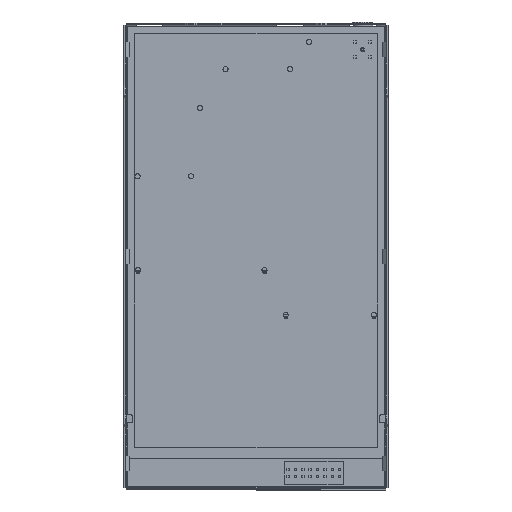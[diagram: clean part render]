
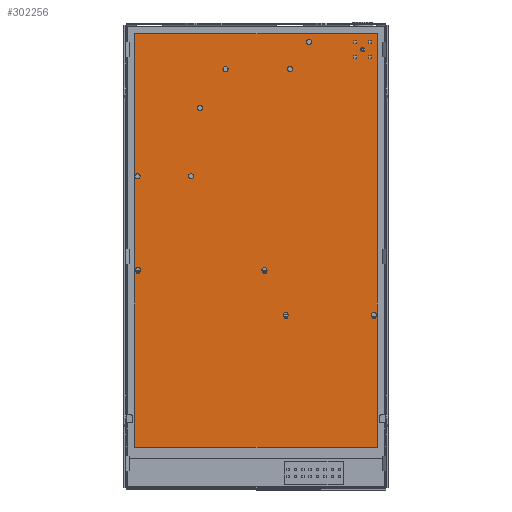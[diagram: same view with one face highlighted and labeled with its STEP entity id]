
A CAD part, front view. The second image highlights one B-rep face of the part: STEP entity #302256.
In plain terms, the highlighted planar face has unit normal (0, -1, 0).
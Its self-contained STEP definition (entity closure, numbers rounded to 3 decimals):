
#4050 = EDGE_CURVE ( 'NONE', #247406, #247406, #78888, .T. ) ;
#4053 = EDGE_CURVE ( 'NONE', #247412, #247412, #78874, .T. ) ;
#4073 = EDGE_CURVE ( 'NONE', #247413, #247413, #79142, .T. ) ;
#4086 = EDGE_CURVE ( 'NONE', #247414, #247414, #79279, .T. ) ;
#4090 = EDGE_CURVE ( 'NONE', #95803, #96478, #79323, .T. ) ;
#4093 = EDGE_CURVE ( 'NONE', #96295, #99015, #79320, .T. ) ;
#4105 = EDGE_CURVE ( 'NONE', #96478, #96295, #79474, .T. ) ;
#4111 = EDGE_CURVE ( 'NONE', #247415, #247415, #79518, .T. ) ;
#4125 = EDGE_CURVE ( 'NONE', #247416, #247416, #91745, .T. ) ;
#4155 = EDGE_CURVE ( 'NONE', #247418, #247418, #92051, .T. ) ;
#4165 = EDGE_CURVE ( 'NONE', #247419, #247419, #92155, .T. ) ;
#4175 = EDGE_CURVE ( 'NONE', #247421, #247421, #92252, .T. ) ;
#4209 = EDGE_CURVE ( 'NONE', #247423, #247423, #92616, .T. ) ;
#5166 = EDGE_CURVE ( 'NONE', #99015, #95803, #94833, .T. ) ;
#28224 = ORIENTED_EDGE ( 'NONE', *, *, #4093, .F. ) ;
#28253 = ORIENTED_EDGE ( 'NONE', *, *, #5166, .F. ) ;
#28306 = ORIENTED_EDGE ( 'NONE', *, *, #4090, .F. ) ;
#28337 = ORIENTED_EDGE ( 'NONE', *, *, #4105, .F. ) ;
#28365 = ORIENTED_EDGE ( 'NONE', *, *, #4111, .F. ) ;
#28397 = ORIENTED_EDGE ( 'NONE', *, *, #4050, .F. ) ;
#28436 = ORIENTED_EDGE ( 'NONE', *, *, #4175, .F. ) ;
#28466 = ORIENTED_EDGE ( 'NONE', *, *, #4125, .F. ) ;
#28517 = ORIENTED_EDGE ( 'NONE', *, *, #4155, .F. ) ;
#28538 = ORIENTED_EDGE ( 'NONE', *, *, #4053, .F. ) ;
#28581 = ORIENTED_EDGE ( 'NONE', *, *, #4086, .F. ) ;
#28611 = ORIENTED_EDGE ( 'NONE', *, *, #4209, .F. ) ;
#28649 = ORIENTED_EDGE ( 'NONE', *, *, #4073, .F. ) ;
#28687 = ORIENTED_EDGE ( 'NONE', *, *, #4165, .F. ) ;
#48890 = CARTESIAN_POINT ( 'NONE',  ( 0., -1.041, -32.956 ) ) ;
#48904 = DIRECTION ( 'NONE',  ( -1., 0., 0. ) ) ;
#52414 = CARTESIAN_POINT ( 'NONE',  ( -11.24, -1.041, 13.462 ) ) ;
#52419 = CARTESIAN_POINT ( 'NONE',  ( 1.46, -1.041, -2.794 ) ) ;
#52427 = CARTESIAN_POINT ( 'NONE',  ( 5.906, -1.041, 32.004 ) ) ;
#52430 = CARTESIAN_POINT ( 'NONE',  ( -9.716, -1.041, 25.273 ) ) ;
#52432 = CARTESIAN_POINT ( 'NONE',  ( -20.383, -1.041, -2.794 ) ) ;
#52434 = CARTESIAN_POINT ( 'NONE',  ( 20.383, -1.041, -10.541 ) ) ;
#52440 = CARTESIAN_POINT ( 'NONE',  ( -20.51, -1.041, 13.462 ) ) ;
#52443 = CARTESIAN_POINT ( 'NONE',  ( 9.207, -1.041, 36.703 ) ) ;
#52448 = CARTESIAN_POINT ( 'NONE',  ( 5.144, -1.041, -10.541 ) ) ;
#52453 = CARTESIAN_POINT ( 'NONE',  ( -5.27, -1.041, 32.004 ) ) ;
#76462 = CARTESIAN_POINT ( 'NONE',  ( 1.46, -1.041, -2.349 ) ) ;
#76464 = DIRECTION ( 'NONE',  ( 0., -1., 0. ) ) ;
#76466 = DIRECTION ( 'NONE',  ( 0., 0., -1. ) ) ;
#76471 = CARTESIAN_POINT ( 'NONE',  ( -11.24, -1.041, 13.906 ) ) ;
#76472 = DIRECTION ( 'NONE',  ( 0., -1., 0. ) ) ;
#76475 = DIRECTION ( 'NONE',  ( 0., 0., -1. ) ) ;
#76849 = CARTESIAN_POINT ( 'NONE',  ( 5.906, -1.041, 32.448 ) ) ;
#76851 = DIRECTION ( 'NONE',  ( 0., -1., 0. ) ) ;
#76853 = DIRECTION ( 'NONE',  ( 0., 0., -1. ) ) ;
#78874 = CIRCLE ( 'NONE', #93085, 0.445 ) ;
#78888 = CIRCLE ( 'NONE', #93074, 0.445 ) ;
#79142 = CIRCLE ( 'NONE', #93182, 0.445 ) ;
#79270 = VECTOR ( 'NONE', #139051, 1000. ) ;
#79279 = CIRCLE ( 'NONE', #93255, 0.445 ) ;
#79320 = LINE ( 'NONE', #139035, #79331 ) ;
#79323 = LINE ( 'NONE', #139050, #79270 ) ;
#79331 = VECTOR ( 'NONE', #139053, 1000. ) ;
#79467 = VECTOR ( 'NONE', #139179, 1000. ) ;
#79474 = LINE ( 'NONE', #139178, #79467 ) ;
#79518 = CIRCLE ( 'NONE', #93378, 0.445 ) ;
#91745 = CIRCLE ( 'NONE', #93433, 0.445 ) ;
#91946 = EDGE_LOOP ( 'NONE', ( #28581 ) ) ;
#92017 = EDGE_LOOP ( 'NONE', ( #28687 ) ) ;
#92051 = CIRCLE ( 'NONE', #93553, 0.445 ) ;
#92155 = CIRCLE ( 'NONE', #93611, 0.445 ) ;
#92252 = CIRCLE ( 'NONE', #93672, 0.445 ) ;
#92571 = EDGE_LOOP ( 'NONE', ( #28538 ) ) ;
#92616 = CIRCLE ( 'NONE', #93860, 0.445 ) ;
#92763 = EDGE_LOOP ( 'NONE', ( #28611 ) ) ;
#93074 = AXIS2_PLACEMENT_3D ( 'NONE', #76462, #76464, #76466 ) ;
#93085 = AXIS2_PLACEMENT_3D ( 'NONE', #76471, #76472, #76475 ) ;
#93182 = AXIS2_PLACEMENT_3D ( 'NONE', #76849, #76851, #76853 ) ;
#93255 = AXIS2_PLACEMENT_3D ( 'NONE', #139036, #139037, #139038 ) ;
#93378 = AXIS2_PLACEMENT_3D ( 'NONE', #139209, #139210, #139211 ) ;
#93391 = EDGE_LOOP ( 'NONE', ( #28517 ) ) ;
#93433 = AXIS2_PLACEMENT_3D ( 'NONE', #139304, #139305, #139306 ) ;
#93553 = AXIS2_PLACEMENT_3D ( 'NONE', #139610, #139612, #139614 ) ;
#93611 = AXIS2_PLACEMENT_3D ( 'NONE', #139680, #139682, #139684 ) ;
#93672 = AXIS2_PLACEMENT_3D ( 'NONE', #139749, #139751, #139753 ) ;
#93860 = AXIS2_PLACEMENT_3D ( 'NONE', #140085, #140087, #140090 ) ;
#93927 = EDGE_LOOP ( 'NONE', ( #28649 ) ) ;
#94833 = LINE ( 'NONE', #48890, #94849 ) ;
#94849 = VECTOR ( 'NONE', #48904, 1000. ) ;
#95803 = VERTEX_POINT ( 'NONE', #223506 ) ;
#96295 = VERTEX_POINT ( 'NONE', #224312 ) ;
#96478 = VERTEX_POINT ( 'NONE', #224565 ) ;
#99015 = VERTEX_POINT ( 'NONE', #225851 ) ;
#139035 = CARTESIAN_POINT ( 'NONE',  ( 21.019, -1.041, 0. ) ) ;
#139036 = CARTESIAN_POINT ( 'NONE',  ( -9.716, -1.041, 25.717 ) ) ;
#139037 = DIRECTION ( 'NONE',  ( 0., -1., 0. ) ) ;
#139038 = DIRECTION ( 'NONE',  ( 0., 0., -1. ) ) ;
#139050 = CARTESIAN_POINT ( 'NONE',  ( -21.019, -1.041, 0. ) ) ;
#139051 = DIRECTION ( 'NONE',  ( 0., 0., 1. ) ) ;
#139053 = DIRECTION ( 'NONE',  ( 0., 0., -1. ) ) ;
#139178 = CARTESIAN_POINT ( 'NONE',  ( 0., -1.041, 38.544 ) ) ;
#139179 = DIRECTION ( 'NONE',  ( 1., 0., 0. ) ) ;
#139209 = CARTESIAN_POINT ( 'NONE',  ( -20.383, -1.041, -2.349 ) ) ;
#139210 = DIRECTION ( 'NONE',  ( 0., -1., 0. ) ) ;
#139211 = DIRECTION ( 'NONE',  ( 0., 0., -1. ) ) ;
#139304 = CARTESIAN_POINT ( 'NONE',  ( 20.383, -1.041, -10.096 ) ) ;
#139305 = DIRECTION ( 'NONE',  ( 0., -1., 0. ) ) ;
#139306 = DIRECTION ( 'NONE',  ( 0., 0., -1. ) ) ;
#139610 = CARTESIAN_POINT ( 'NONE',  ( -20.51, -1.041, 13.906 ) ) ;
#139612 = DIRECTION ( 'NONE',  ( 0., -1., 0. ) ) ;
#139614 = DIRECTION ( 'NONE',  ( 0., 0., -1. ) ) ;
#139680 = CARTESIAN_POINT ( 'NONE',  ( 9.207, -1.041, 37.147 ) ) ;
#139682 = DIRECTION ( 'NONE',  ( 0., -1., 0. ) ) ;
#139684 = DIRECTION ( 'NONE',  ( 0., 0., -1. ) ) ;
#139749 = CARTESIAN_POINT ( 'NONE',  ( 5.144, -1.041, -10.096 ) ) ;
#139751 = DIRECTION ( 'NONE',  ( 0., -1., 0. ) ) ;
#139753 = DIRECTION ( 'NONE',  ( 0., 0., -1. ) ) ;
#140085 = CARTESIAN_POINT ( 'NONE',  ( -5.27, -1.041, 32.448 ) ) ;
#140087 = DIRECTION ( 'NONE',  ( 0., -1., 0. ) ) ;
#140090 = DIRECTION ( 'NONE',  ( 0., 0., -1. ) ) ;
#158901 = PLANE ( 'NONE',  #240794 ) ;
#158916 = CARTESIAN_POINT ( 'NONE',  ( 0., -1.041, 0. ) ) ;
#158918 = DIRECTION ( 'NONE',  ( 0., 1., 0. ) ) ;
#158919 = DIRECTION ( 'NONE',  ( 0., 0., 1. ) ) ;
#160164 = FACE_BOUND ( 'NONE', #92017, .T. ) ;
#160166 = FACE_BOUND ( 'NONE', #93927, .T. ) ;
#160167 = FACE_BOUND ( 'NONE', #91946, .T. ) ;
#160169 = FACE_BOUND ( 'NONE', #92763, .T. ) ;
#160173 = FACE_BOUND ( 'NONE', #92571, .T. ) ;
#160174 = FACE_BOUND ( 'NONE', #93391, .T. ) ;
#160175 = FACE_BOUND ( 'NONE', #284745, .T. ) ;
#160176 = FACE_BOUND ( 'NONE', #284949, .T. ) ;
#160177 = FACE_BOUND ( 'NONE', #286073, .T. ) ;
#160178 = FACE_BOUND ( 'NONE', #285249, .T. ) ;
#160179 = FACE_OUTER_BOUND ( 'NONE', #284785, .T. ) ;
#223506 = CARTESIAN_POINT ( 'NONE',  ( -21.019, -1.041, -32.956 ) ) ;
#224312 = CARTESIAN_POINT ( 'NONE',  ( 21.019, -1.041, 38.544 ) ) ;
#224565 = CARTESIAN_POINT ( 'NONE',  ( -21.019, -1.041, 38.545 ) ) ;
#225851 = CARTESIAN_POINT ( 'NONE',  ( 21.019, -1.041, -32.956 ) ) ;
#240794 = AXIS2_PLACEMENT_3D ( 'NONE', #158916, #158918, #158919 ) ;
#247406 = VERTEX_POINT ( 'NONE', #52419 ) ;
#247412 = VERTEX_POINT ( 'NONE', #52414 ) ;
#247413 = VERTEX_POINT ( 'NONE', #52427 ) ;
#247414 = VERTEX_POINT ( 'NONE', #52430 ) ;
#247415 = VERTEX_POINT ( 'NONE', #52432 ) ;
#247416 = VERTEX_POINT ( 'NONE', #52434 ) ;
#247418 = VERTEX_POINT ( 'NONE', #52440 ) ;
#247419 = VERTEX_POINT ( 'NONE', #52443 ) ;
#247421 = VERTEX_POINT ( 'NONE', #52448 ) ;
#247423 = VERTEX_POINT ( 'NONE', #52453 ) ;
#284745 = EDGE_LOOP ( 'NONE', ( #28466 ) ) ;
#284785 = EDGE_LOOP ( 'NONE', ( #28337, #28306, #28253, #28224 ) ) ;
#284949 = EDGE_LOOP ( 'NONE', ( #28436 ) ) ;
#285249 = EDGE_LOOP ( 'NONE', ( #28365 ) ) ;
#286073 = EDGE_LOOP ( 'NONE', ( #28397 ) ) ;
#302256 = ADVANCED_FACE ( 'NONE', ( #160164, #160166, #160169, #160167, #160173, #160174, #160175, #160176, #160177, #160178, #160179 ), #158901, .F. ) ;
